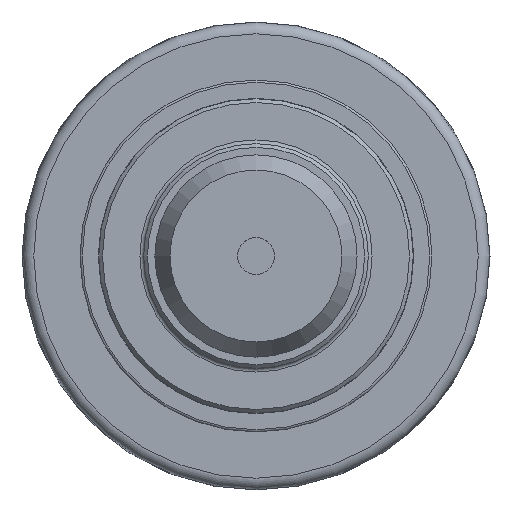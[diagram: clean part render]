
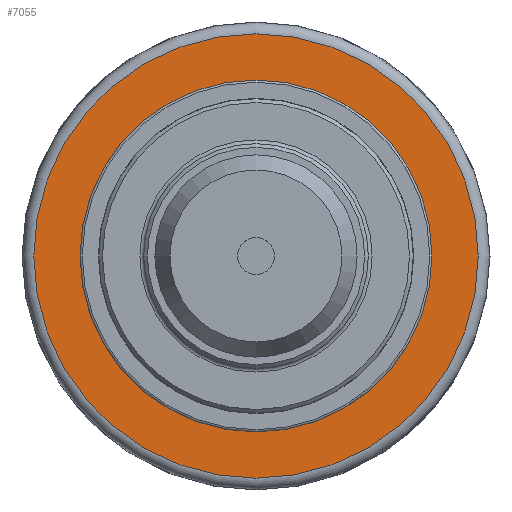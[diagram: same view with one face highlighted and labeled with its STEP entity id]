
A CAD part, left-side view. The second image highlights one B-rep face of the part: STEP entity #7055.
In plain terms, the highlighted planar face has unit normal (-1, 0, 0).
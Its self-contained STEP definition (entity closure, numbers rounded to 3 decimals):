
#80=FACE_BOUND('',#1044,.T.);
#247=PLANE('',#7984);
#602=FACE_OUTER_BOUND('',#1043,.T.);
#1043=EDGE_LOOP('',(#5709,#5710));
#1044=EDGE_LOOP('',(#5711,#5712));
#1731=CIRCLE('',#7982,29.678);
#1732=CIRCLE('',#7983,29.678);
#1733=CIRCLE('',#7985,23.5);
#1734=CIRCLE('',#7986,23.5);
#3097=VERTEX_POINT('',#12530);
#3098=VERTEX_POINT('',#12532);
#3099=VERTEX_POINT('',#12536);
#3100=VERTEX_POINT('',#12537);
#4011=EDGE_CURVE('',#3097,#3098,#1731,.T.);
#4012=EDGE_CURVE('',#3098,#3097,#1732,.T.);
#4013=EDGE_CURVE('',#3099,#3100,#1733,.T.);
#4014=EDGE_CURVE('',#3100,#3099,#1734,.T.);
#5709=ORIENTED_EDGE('',*,*,#4012,.F.);
#5710=ORIENTED_EDGE('',*,*,#4011,.F.);
#5711=ORIENTED_EDGE('',*,*,#4013,.T.);
#5712=ORIENTED_EDGE('',*,*,#4014,.T.);
#7055=ADVANCED_FACE('',(#602,#80),#247,.T.);
#7982=AXIS2_PLACEMENT_3D('',#12533,#10045,#10046);
#7983=AXIS2_PLACEMENT_3D('',#12534,#10047,#10048);
#7984=AXIS2_PLACEMENT_3D('',#12535,#10049,#10050);
#7985=AXIS2_PLACEMENT_3D('',#12538,#10051,#10052);
#7986=AXIS2_PLACEMENT_3D('',#12539,#10053,#10054);
#10045=DIRECTION('center_axis',(1.,0.,0.));
#10046=DIRECTION('ref_axis',(0.,0.,-1.));
#10047=DIRECTION('center_axis',(1.,0.,0.));
#10048=DIRECTION('ref_axis',(0.,0.,-1.));
#10049=DIRECTION('center_axis',(-1.,0.,0.));
#10050=DIRECTION('ref_axis',(0.,-1.,0.));
#10051=DIRECTION('center_axis',(1.,0.,0.));
#10052=DIRECTION('ref_axis',(0.,0.,1.));
#10053=DIRECTION('center_axis',(1.,0.,0.));
#10054=DIRECTION('ref_axis',(0.,0.,1.));
#12530=CARTESIAN_POINT('',(-7.316,-28.11,0.));
#12532=CARTESIAN_POINT('',(-7.316,1.567,29.678));
#12533=CARTESIAN_POINT('Origin',(-7.316,1.567,0.));
#12534=CARTESIAN_POINT('Origin',(-7.316,1.567,0.));
#12535=CARTESIAN_POINT('Origin',(-7.316,1.567,27.325));
#12536=CARTESIAN_POINT('',(-7.316,1.567,23.5));
#12537=CARTESIAN_POINT('',(-7.316,1.567,-23.5));
#12538=CARTESIAN_POINT('Origin',(-7.316,1.567,0.));
#12539=CARTESIAN_POINT('Origin',(-7.316,1.567,0.));
